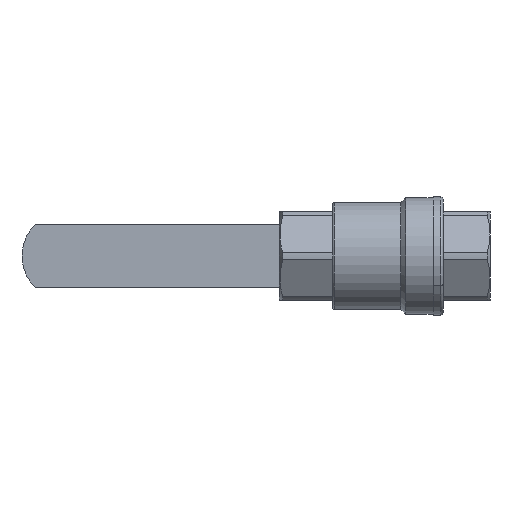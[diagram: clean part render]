
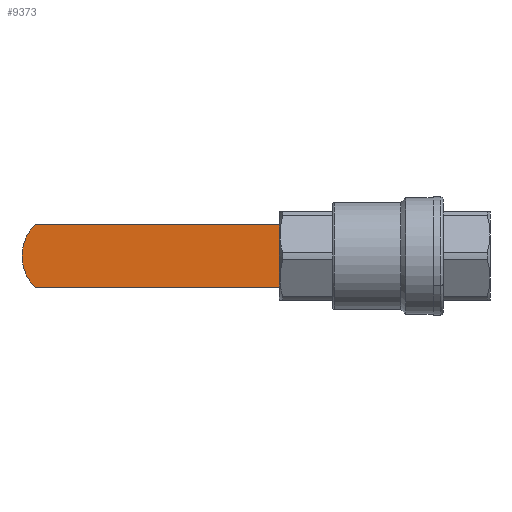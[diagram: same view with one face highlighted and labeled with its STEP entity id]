
A CAD part, front view. The second image highlights one B-rep face of the part: STEP entity #9373.
In plain terms, the highlighted planar face has unit normal (0, -1, 0).
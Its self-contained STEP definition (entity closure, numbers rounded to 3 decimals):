
#629 = DIRECTION ( 'NONE',  ( -1., 0., 0. ) ) ;
#1616 = CARTESIAN_POINT ( 'NONE',  ( 126., 24., 0. ) ) ;
#2310 = LINE ( 'NONE', #8099, #17446 ) ;
#2323 = PLANE ( 'NONE',  #18985 ) ;
#3361 = VECTOR ( 'NONE', #18344, 1000. ) ;
#3713 = EDGE_CURVE ( 'NONE', #10587, #16045, #15634, .T. ) ;
#4046 = CARTESIAN_POINT ( 'NONE',  ( 136.92, 24., 11. ) ) ;
#4324 = EDGE_LOOP ( 'NONE', ( #16474, #18667, #5772, #9726 ) ) ;
#5233 = DIRECTION ( 'NONE',  ( 0., 0., 1. ) ) ;
#5489 = EDGE_CURVE ( 'NONE', #17283, #16024, #18177, .T. ) ;
#5772 = ORIENTED_EDGE ( 'NONE', *, *, #3713, .F. ) ;
#6100 = CARTESIAN_POINT ( 'NONE',  ( 46.5, 24., 11. ) ) ;
#6570 = CARTESIAN_POINT ( 'NONE',  ( 136.92, 24., -11. ) ) ;
#7488 = DIRECTION ( 'NONE',  ( 0., 1., 0. ) ) ;
#8099 = CARTESIAN_POINT ( 'NONE',  ( 46.5, 24., -11. ) ) ;
#8126 = CARTESIAN_POINT ( 'NONE',  ( 136.92, 24., 11. ) ) ;
#8298 = CARTESIAN_POINT ( 'NONE',  ( 46.5, 24., -11. ) ) ;
#8646 = VECTOR ( 'NONE', #629, 1000. ) ;
#9364 = FACE_OUTER_BOUND ( 'NONE', #4324, .T. ) ;
#9373 = ADVANCED_FACE ( 'NONE', ( #9364 ), #2323, .F. ) ;
#9726 = ORIENTED_EDGE ( 'NONE', *, *, #15787, .F. ) ;
#10587 = VERTEX_POINT ( 'NONE', #6100 ) ;
#12282 = CARTESIAN_POINT ( 'NONE',  ( 46.5, 24., -11. ) ) ;
#12438 = DIRECTION ( 'NONE',  ( 0., 1., 0. ) ) ;
#13253 = DIRECTION ( 'NONE',  ( 0., 0., 1. ) ) ;
#14056 = DIRECTION ( 'NONE',  ( 0., 0., 1. ) ) ;
#15291 = AXIS2_PLACEMENT_3D ( 'NONE', #1616, #7488, #13253 ) ;
#15634 = LINE ( 'NONE', #8126, #3361 ) ;
#15787 = EDGE_CURVE ( 'NONE', #16024, #10587, #2310, .T. ) ;
#16024 = VERTEX_POINT ( 'NONE', #8298 ) ;
#16045 = VERTEX_POINT ( 'NONE', #4046 ) ;
#16474 = ORIENTED_EDGE ( 'NONE', *, *, #5489, .F. ) ;
#16637 = EDGE_CURVE ( 'NONE', #16045, #17283, #17464, .T. ) ;
#17283 = VERTEX_POINT ( 'NONE', #6570 ) ;
#17446 = VECTOR ( 'NONE', #14056, 1000. ) ;
#17464 = CIRCLE ( 'NONE', #15291, 15.5 ) ;
#18177 = LINE ( 'NONE', #12282, #8646 ) ;
#18344 = DIRECTION ( 'NONE',  ( 1., 0., 0. ) ) ;
#18525 = CARTESIAN_POINT ( 'NONE',  ( 126., 24., 0. ) ) ;
#18667 = ORIENTED_EDGE ( 'NONE', *, *, #16637, .F. ) ;
#18985 = AXIS2_PLACEMENT_3D ( 'NONE', #18525, #12438, #5233 ) ;
